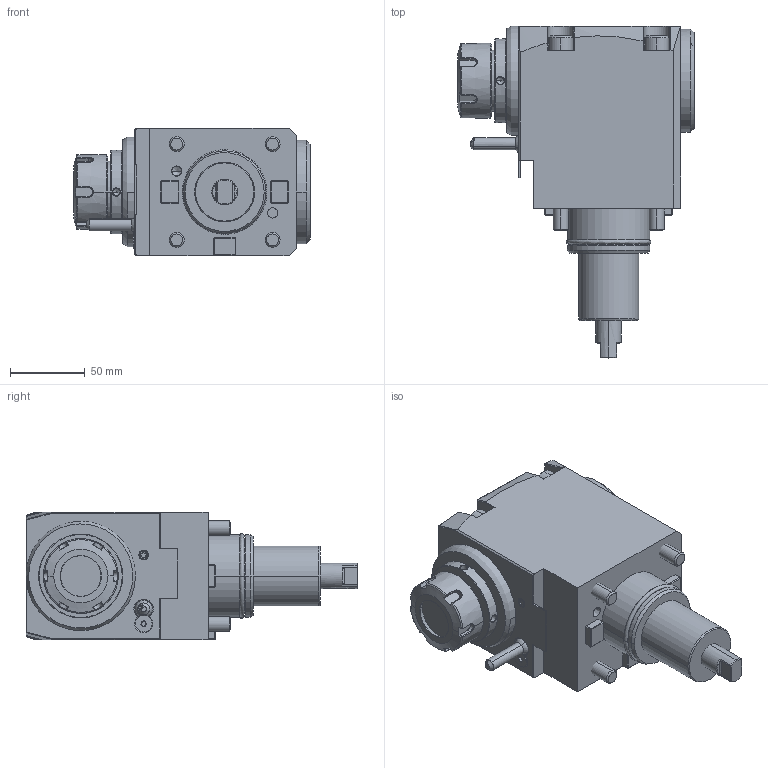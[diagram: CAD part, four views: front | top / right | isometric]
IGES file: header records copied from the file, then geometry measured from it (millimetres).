
Start section:  PTC IGES file: ngt2_55_201_32_1_3_85_em2.igs
Global section: file name: ngt2_55_201_32_1_3_85_em2.igs; native system: Pro/ENGINEER by Parametric Technology Corporation; preprocessor: 2010280; author: vali; organization: Unknown; date: 20230925.124410; units: millimetre
Bounding box: 157.6 x 221.5 x 85 mm (x, y, z)
Volume: 1324604.2 mm3; surface area: 114889.3 mm2
Topology: 2 solids, 6 shells, 495 faces, 1188 edges, 733 vertices
Faces by surface type: bspline 275, revolution 207, extrusion 13
